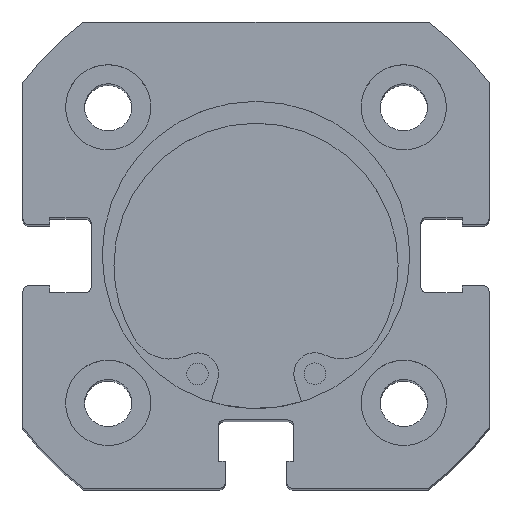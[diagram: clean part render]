
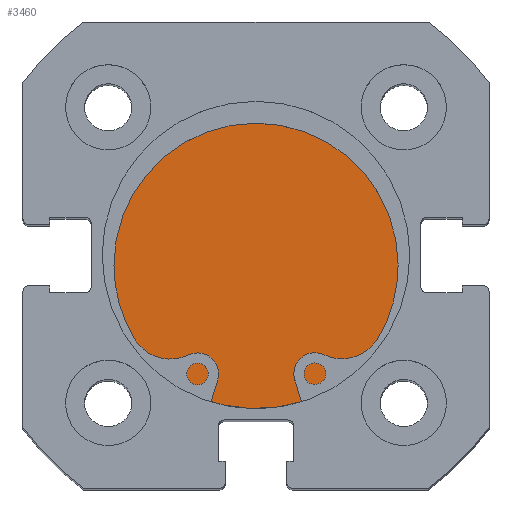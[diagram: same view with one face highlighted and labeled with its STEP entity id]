
A CAD part, top view. The second image highlights one B-rep face of the part: STEP entity #3460.
In plain terms, the highlighted face is planar.
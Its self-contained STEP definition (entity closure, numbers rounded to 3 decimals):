
#621 = CARTESIAN_POINT ( 'NONE',  ( 6., 0., 13.5 ) ) ;
#1056 = CARTESIAN_POINT ( 'NONE',  ( 6., 0., 0. ) ) ;
#1080 = DIRECTION ( 'NONE',  ( -1., 0., 0. ) ) ;
#1081 = DIRECTION ( 'NONE',  ( 0., 0., 1. ) ) ;
#1506 = CIRCLE ( 'NONE', #4107, 13.5 ) ;
#1720 = VERTEX_POINT ( 'NONE', #5295 ) ;
#1858 = ORIENTED_EDGE ( 'NONE', *, *, #5710, .F. ) ;
#1859 = ORIENTED_EDGE ( 'NONE', *, *, #3339, .F. ) ;
#2495 = DIRECTION ( 'NONE',  ( 0., 0., 1. ) ) ;
#2532 = DIRECTION ( 'NONE',  ( -1., 0., 0. ) ) ;
#2571 = CARTESIAN_POINT ( 'NONE',  ( 6., 0., 0. ) ) ;
#2595 = DIRECTION ( 'NONE',  ( 0., 0., 1. ) ) ;
#2600 = CARTESIAN_POINT ( 'NONE',  ( 6., 13.5, 0. ) ) ;
#2602 = PLANE ( 'NONE',  #3839 ) ;
#2672 = DIRECTION ( 'NONE',  ( -1., 0., 0. ) ) ;
#3160 = EDGE_LOOP ( 'NONE', ( #1858, #1859 ) ) ;
#3339 = EDGE_CURVE ( 'NONE', #1720, #5467, #4754, .T. ) ;
#3460 = ADVANCED_FACE ( 'NONE', ( #4858 ), #2602, .F. ) ;
#3778 = AXIS2_PLACEMENT_3D ( 'NONE', #2571, #2532, #2495 ) ;
#3839 = AXIS2_PLACEMENT_3D ( 'NONE', #2600, #2672, #2595 ) ;
#4107 = AXIS2_PLACEMENT_3D ( 'NONE', #1056, #1080, #1081 ) ;
#4754 = CIRCLE ( 'NONE', #3778, 13.5 ) ;
#4858 = FACE_OUTER_BOUND ( 'NONE', #3160, .T. ) ;
#5295 = CARTESIAN_POINT ( 'NONE',  ( 6., 0., -13.5 ) ) ;
#5467 = VERTEX_POINT ( 'NONE', #621 ) ;
#5710 = EDGE_CURVE ( 'NONE', #5467, #1720, #1506, .T. ) ;
